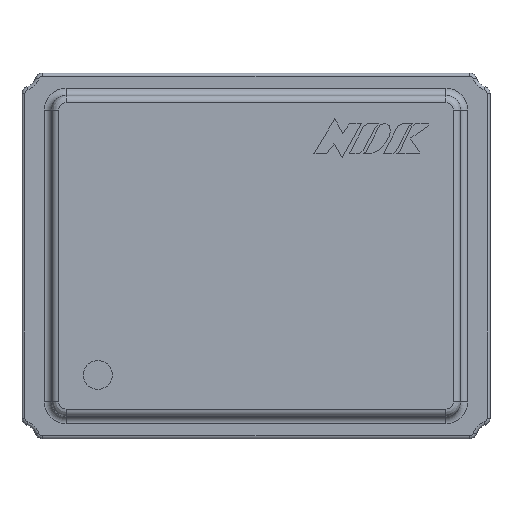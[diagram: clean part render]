
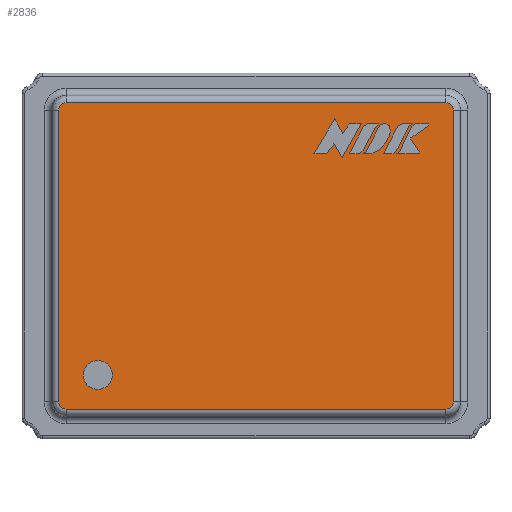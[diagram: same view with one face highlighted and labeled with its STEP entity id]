
A CAD part, top view. The second image highlights one B-rep face of the part: STEP entity #2836.
In plain terms, the highlighted planar face has unit normal (0, 0, 1).
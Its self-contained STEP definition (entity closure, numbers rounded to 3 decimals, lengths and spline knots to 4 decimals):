
#173=FACE_OUTER_BOUND('',#342,.T.);
#342=EDGE_LOOP('',(#2068,#2069,#2070,#2071,#2072,#2073,#2074,#2075));
#495=CIRCLE('',#3041,0.05);
#499=CIRCLE('',#3046,0.05);
#502=CIRCLE('',#3050,0.05);
#505=CIRCLE('',#3054,0.05);
#651=LINE('',#4366,#945);
#652=LINE('',#4382,#946);
#653=LINE('',#4398,#947);
#654=LINE('',#4412,#948);
#945=VECTOR('',#3479,2.5959);
#946=VECTOR('',#3488,1.995);
#947=VECTOR('',#3497,2.5959);
#948=VECTOR('',#3504,1.995);
#1238=VERTEX_POINT('',#4358);
#1239=VERTEX_POINT('',#4360);
#1240=VERTEX_POINT('',#4364);
#1241=VERTEX_POINT('',#4376);
#1242=VERTEX_POINT('',#4380);
#1243=VERTEX_POINT('',#4392);
#1244=VERTEX_POINT('',#4396);
#1245=VERTEX_POINT('',#4408);
#1538=EDGE_CURVE('',#1238,#1239,#495,.T.);
#1541=EDGE_CURVE('',#1239,#1240,#651,.T.);
#1543=EDGE_CURVE('',#1240,#1241,#499,.T.);
#1545=EDGE_CURVE('',#1241,#1242,#652,.T.);
#1547=EDGE_CURVE('',#1242,#1243,#502,.T.);
#1549=EDGE_CURVE('',#1243,#1244,#653,.T.);
#1551=EDGE_CURVE('',#1244,#1245,#505,.T.);
#1552=EDGE_CURVE('',#1245,#1238,#654,.T.);
#2068=ORIENTED_EDGE('',*,*,#1538,.F.);
#2069=ORIENTED_EDGE('',*,*,#1552,.F.);
#2070=ORIENTED_EDGE('',*,*,#1551,.F.);
#2071=ORIENTED_EDGE('',*,*,#1549,.F.);
#2072=ORIENTED_EDGE('',*,*,#1547,.F.);
#2073=ORIENTED_EDGE('',*,*,#1545,.F.);
#2074=ORIENTED_EDGE('',*,*,#1543,.F.);
#2075=ORIENTED_EDGE('',*,*,#1541,.F.);
#2704=PLANE('',#3056);
#2836=ADVANCED_FACE('',(#173),#2704,.T.);
#3041=AXIS2_PLACEMENT_3D('',#4361,#3471,#3472);
#3046=AXIS2_PLACEMENT_3D('',#4378,#3482,#3483);
#3050=AXIS2_PLACEMENT_3D('',#4394,#3491,#3492);
#3054=AXIS2_PLACEMENT_3D('',#4410,#3500,#3501);
#3056=AXIS2_PLACEMENT_3D('',#4413,#3505,#3506);
#3471=DIRECTION('center_axis',(0.,0.,-1.));
#3472=DIRECTION('ref_axis',(-0.707,0.707,0.));
#3479=DIRECTION('',(1.,0.,0.));
#3482=DIRECTION('center_axis',(0.,0.,-1.));
#3483=DIRECTION('ref_axis',(0.707,0.707,0.));
#3488=DIRECTION('',(0.,-1.,0.));
#3491=DIRECTION('center_axis',(0.,0.,-1.));
#3492=DIRECTION('ref_axis',(0.707,-0.707,0.));
#3497=DIRECTION('',(-1.,0.,0.));
#3500=DIRECTION('center_axis',(0.,0.,-1.));
#3501=DIRECTION('ref_axis',(-0.707,-0.707,0.));
#3504=DIRECTION('',(0.,1.,0.));
#3505=DIRECTION('center_axis',(0.,0.,1.));
#3506=DIRECTION('ref_axis',(1.,0.,0.));
#4358=CARTESIAN_POINT('',(-1.3479,0.9975,0.6));
#4360=CARTESIAN_POINT('',(-1.2979,1.0475,0.6));
#4361=CARTESIAN_POINT('Origin',(-1.2979,0.9975,0.6));
#4364=CARTESIAN_POINT('',(1.2979,1.0475,0.6));
#4366=CARTESIAN_POINT('',(-0.699,1.0475,0.6));
#4376=CARTESIAN_POINT('',(1.3479,0.9975,0.6));
#4378=CARTESIAN_POINT('Origin',(1.2979,0.9975,0.6));
#4380=CARTESIAN_POINT('',(1.3479,-0.9975,0.6));
#4382=CARTESIAN_POINT('',(1.3479,0.5487,0.6));
#4392=CARTESIAN_POINT('',(1.2979,-1.0475,0.6));
#4394=CARTESIAN_POINT('Origin',(1.2979,-0.9975,0.6));
#4396=CARTESIAN_POINT('',(-1.2979,-1.0475,0.6));
#4398=CARTESIAN_POINT('',(0.699,-1.0475,0.6));
#4408=CARTESIAN_POINT('',(-1.3479,-0.9975,0.6));
#4410=CARTESIAN_POINT('Origin',(-1.2979,-0.9975,0.6));
#4412=CARTESIAN_POINT('',(-1.3479,-0.5487,0.6));
#4413=CARTESIAN_POINT('Origin',(0.,0.,0.6));
